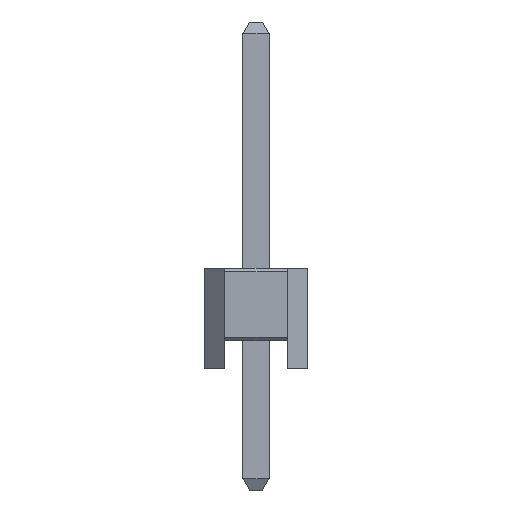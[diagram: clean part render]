
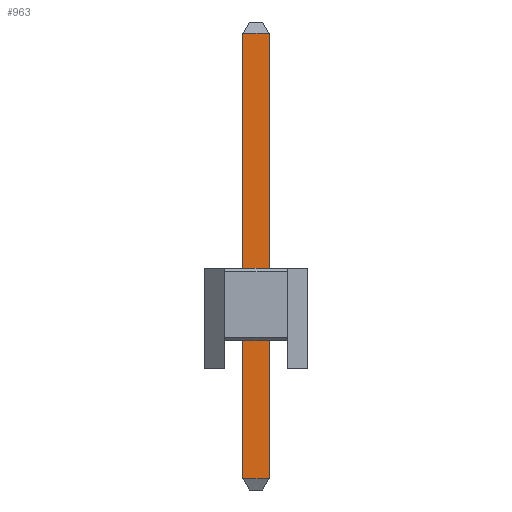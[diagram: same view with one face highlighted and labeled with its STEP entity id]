
A CAD part, left-side view. The second image highlights one B-rep face of the part: STEP entity #963.
In plain terms, the highlighted planar face has unit normal (-1, 0, 0).
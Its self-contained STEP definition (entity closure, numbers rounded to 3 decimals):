
#963=ADVANCED_FACE('',(#2249),#2251,.T.);
#2249=FACE_BOUND('',#2250,.T.);
#2250=EDGE_LOOP('',(#3168,#3169,#3170,#3171));
#2251=PLANE('',#2252);
#2252=AXIS2_PLACEMENT_3D('',#2253,#2254,#2255);
#2253=CARTESIAN_POINT('',(-0.325,0.325,-3.));
#2254=DIRECTION('',(-1.,0.,0.));
#2255=DIRECTION('',(0.,-1.,0.));
#3168=ORIENTED_EDGE('',*,*,#3664,.F.);
#3169=ORIENTED_EDGE('',*,*,#3663,.F.);
#3170=ORIENTED_EDGE('',*,*,#3665,.T.);
#3171=ORIENTED_EDGE('',*,*,#3666,.T.);
#3663=EDGE_CURVE('',#4145,#4141,#4147,.T.);
#3664=EDGE_CURVE('',#4141,#4148,#4149,.T.);
#3665=EDGE_CURVE('',#4145,#4150,#4151,.T.);
#3666=EDGE_CURVE('',#4150,#4148,#4152,.T.);
#4141=VERTEX_POINT('',#5133);
#4145=VERTEX_POINT('',#5141);
#4147=LINE('',#5145,#5146);
#4148=VERTEX_POINT('',#5148);
#4149=LINE('',#5149,#5150);
#4150=VERTEX_POINT('',#5152);
#4151=LINE('',#5153,#5154);
#4152=LINE('',#5156,#5157);
#5133=CARTESIAN_POINT('',(-0.325,0.325,8.319));
#5141=CARTESIAN_POINT('',(-0.325,0.325,-2.719));
#5145=CARTESIAN_POINT('',(-0.325,0.325,-2.719));
#5146=VECTOR('',#5147,1.);
#5147=DIRECTION('',(0.,0.,1.));
#5148=CARTESIAN_POINT('',(-0.325,-0.325,8.319));
#5149=CARTESIAN_POINT('',(-0.325,0.325,8.319));
#5150=VECTOR('',#5151,1.);
#5151=DIRECTION('',(0.,-1.,0.));
#5152=CARTESIAN_POINT('',(-0.325,-0.325,-2.719));
#5153=CARTESIAN_POINT('',(-0.325,0.325,-2.719));
#5154=VECTOR('',#5155,1.);
#5155=DIRECTION('',(0.,-1.,0.));
#5156=CARTESIAN_POINT('',(-0.325,-0.325,-2.719));
#5157=VECTOR('',#5158,1.);
#5158=DIRECTION('',(0.,0.,1.));
